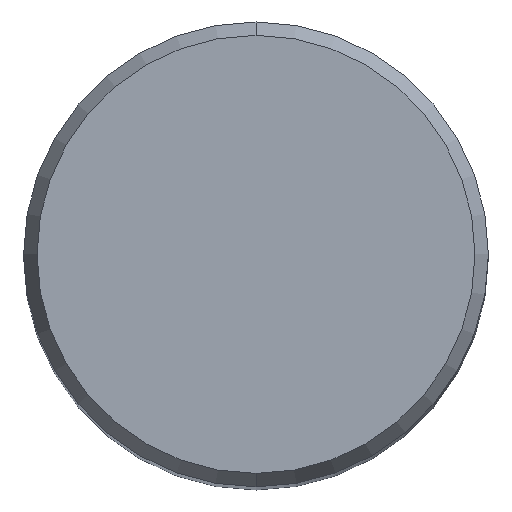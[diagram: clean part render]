
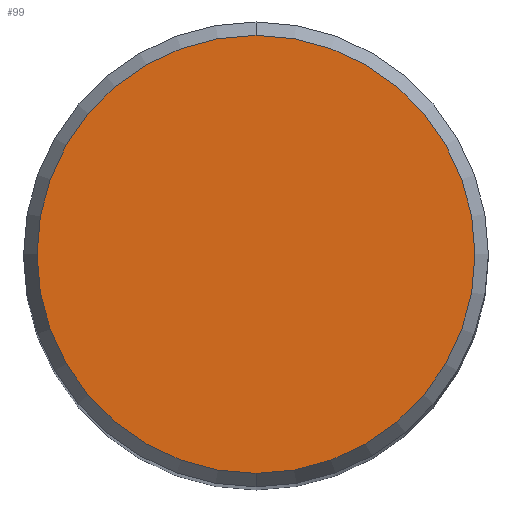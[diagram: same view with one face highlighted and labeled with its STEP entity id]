
A CAD part, top view. The second image highlights one B-rep face of the part: STEP entity #99.
In plain terms, the highlighted planar face has unit normal (0, 0, 1).
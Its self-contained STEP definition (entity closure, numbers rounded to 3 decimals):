
#99=ADVANCED_FACE('',(#250),#251,.T.);
#159=VERTEX_POINT('',#319);
#205=EDGE_CURVE('',#159,#219,#372,.T.);
#211=EDGE_CURVE('',#219,#159,#378,.T.);
#219=VERTEX_POINT('',#386);
#250=FACE_OUTER_BOUND('',#410,.T.);
#251=PLANE('',#411);
#319=CARTESIAN_POINT('',(0.,-7.479,0.0));
#372=CIRCLE('',#564,7.479);
#378=CIRCLE('',#573,7.479);
#386=CARTESIAN_POINT('',(0.0,7.479,0.0));
#410=EDGE_LOOP('',(#602,#603));
#411=AXIS2_PLACEMENT_3D('',#604,#605,#606);
#564=AXIS2_PLACEMENT_3D('',#767,#768,#769);
#573=AXIS2_PLACEMENT_3D('',#771,#772,#773);
#602=ORIENTED_EDGE('',*,*,#211,.F.);
#603=ORIENTED_EDGE('',*,*,#205,.F.);
#604=CARTESIAN_POINT('',(0.0,3.74,0.0));
#605=DIRECTION('',(-0.0,0.0,1.0));
#606=DIRECTION('',(0.0,-1.0,0.0));
#767=CARTESIAN_POINT('',(0.0,0.0,0.0));
#768=DIRECTION('',(0.0,0.0,-1.0));
#769=DIRECTION('',(0.0,1.0,0.0));
#771=CARTESIAN_POINT('',(0.0,0.0,0.0));
#772=DIRECTION('',(0.0,0.0,-1.0));
#773=DIRECTION('',(0.0,1.0,0.0));
